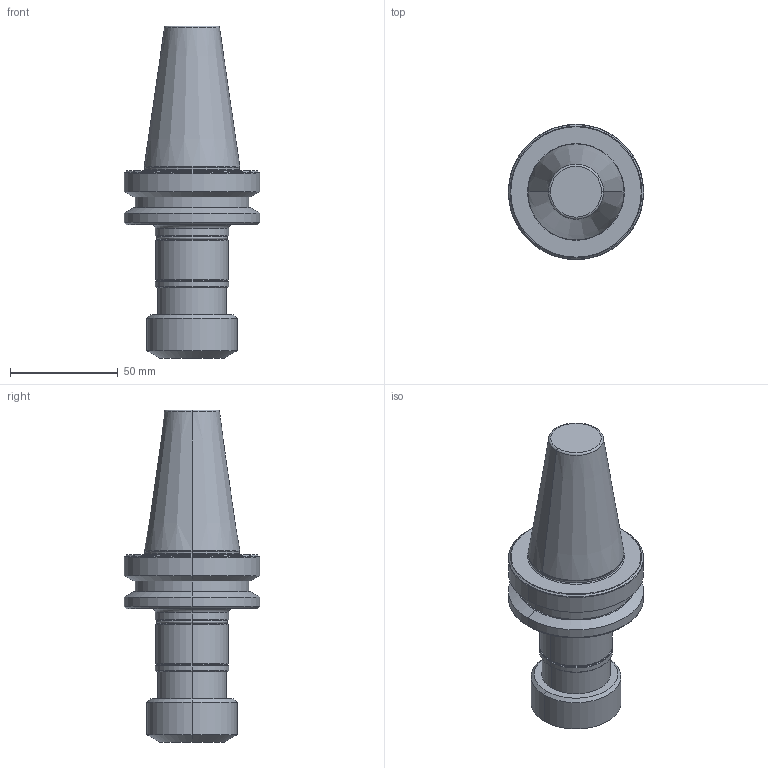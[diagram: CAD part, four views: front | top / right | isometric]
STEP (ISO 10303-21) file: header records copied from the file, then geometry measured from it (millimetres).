
FILE_DESCRIPTION (( 'STEP AP203' ), '1' );
FILE_NAME ('BT40 ER 25 089 AD+B MLC.STEP', '2019-05-25T04:36:41', ( '' ), ( '' ), 'SwSTEP 2.0', 'SolidWorks 2014', '' );
FILE_SCHEMA (( 'CONFIG_CONTROL_DESIGN' ));
Length unit declared in the file: millimetre
Products named in the file (1): BT40 ER 25 089 AD+B MLC
Bounding box: 63 x 63 x 154.4 mm (x, y, z)
Volume: 201080.7 mm3; surface area: 26579.9 mm2
Topology: 1 solids, 1 shells, 74 faces, 146 edges, 84 vertices
Faces by surface type: cone 26, cylinder 20, torus 16, plane 12
Entity records: 1987 total; most frequent: DIRECTION 396, CARTESIAN_POINT 305, ORIENTED_EDGE 292, AXIS2_PLACEMENT_3D 175, EDGE_CURVE 146, CIRCLE 100, EDGE_LOOP 84, VERTEX_POINT 84
